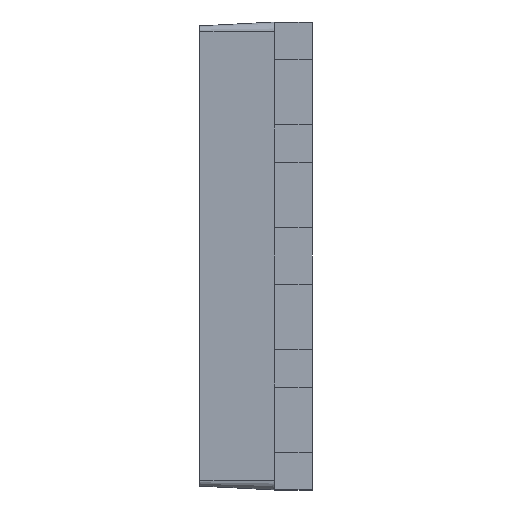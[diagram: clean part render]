
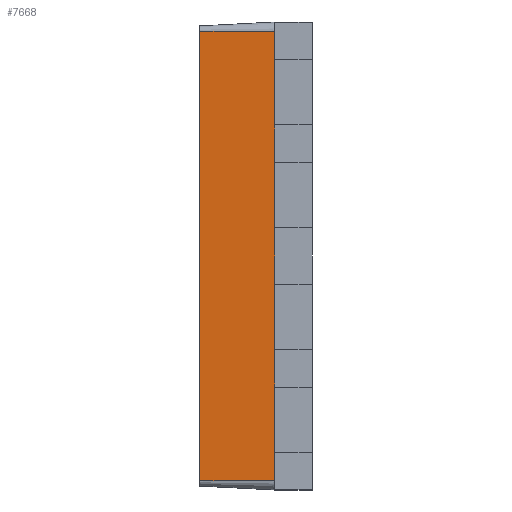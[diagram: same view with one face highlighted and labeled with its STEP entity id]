
A CAD part, left-side view. The second image highlights one B-rep face of the part: STEP entity #7668.
In plain terms, the highlighted planar face has unit normal (-0.999, 0.052, 0).
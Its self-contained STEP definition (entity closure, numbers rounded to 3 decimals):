
#34 = LINE ( 'NONE', #3231, #4668 ) ;
#177 = LINE ( 'NONE', #8916, #6906 ) ;
#244 = EDGE_CURVE ( 'NONE', #3264, #3483, #177, .T. ) ;
#475 = EDGE_CURVE ( 'NONE', #6511, #6537, #5881, .T. ) ;
#669 = EDGE_CURVE ( 'NONE', #3631, #3264, #34, .T. ) ;
#688 = ORIENTED_EDGE ( 'NONE', *, *, #1893, .T. ) ;
#781 = LINE ( 'NONE', #7557, #6238 ) ;
#788 = CARTESIAN_POINT ( 'NONE',  ( -2.5, 0.4, -2.4 ) ) ;
#795 = ORIENTED_EDGE ( 'NONE', *, *, #669, .T. ) ;
#797 = EDGE_CURVE ( 'NONE', #6537, #6620, #8608, .T. ) ;
#805 = VECTOR ( 'NONE', #5602, 1000. ) ;
#1053 = DIRECTION ( 'NONE',  ( 0., 0., 1. ) ) ;
#1170 = VERTEX_POINT ( 'NONE', #3120 ) ;
#1237 = LINE ( 'NONE', #7012, #8325 ) ;
#1342 = EDGE_CURVE ( 'NONE', #1598, #3631, #7801, .T. ) ;
#1418 = CARTESIAN_POINT ( 'NONE',  ( -2.5, 0.4, -0.3 ) ) ;
#1525 = LINE ( 'NONE', #7368, #7447 ) ;
#1595 = EDGE_LOOP ( 'NONE', ( #6062, #6756, #3523, #5469, #795, #2505, #8917, #688, #7073, #3697, #2838, #8762 ) ) ;
#1598 = VERTEX_POINT ( 'NONE', #2695 ) ;
#1625 = DIRECTION ( 'NONE',  ( 0., 0., 1. ) ) ;
#1723 = VERTEX_POINT ( 'NONE', #6410 ) ;
#1893 = EDGE_CURVE ( 'NONE', #4098, #6511, #1525, .T. ) ;
#2083 = CARTESIAN_POINT ( 'NONE',  ( -2.5, 0.4, 1.4 ) ) ;
#2505 = ORIENTED_EDGE ( 'NONE', *, *, #244, .T. ) ;
#2611 = DIRECTION ( 'NONE',  ( 0., 0., 1. ) ) ;
#2695 = CARTESIAN_POINT ( 'NONE',  ( -2.5, 0.4, -2.1 ) ) ;
#2713 = LINE ( 'NONE', #7000, #3770 ) ;
#2838 = ORIENTED_EDGE ( 'NONE', *, *, #4609, .T. ) ;
#2896 = CARTESIAN_POINT ( 'NONE',  ( -2.5, 0.4, -1.4 ) ) ;
#3068 = DIRECTION ( 'NONE',  ( 0., 0., 1. ) ) ;
#3076 = CARTESIAN_POINT ( 'NONE',  ( -2.5, 0.4, -2.4 ) ) ;
#3120 = CARTESIAN_POINT ( 'NONE',  ( -2.5, 0.4, 2.4 ) ) ;
#3179 = EDGE_CURVE ( 'NONE', #6028, #1723, #2713, .T. ) ;
#3181 = CARTESIAN_POINT ( 'NONE',  ( -2.5, 0.4, 0.3 ) ) ;
#3231 = CARTESIAN_POINT ( 'NONE',  ( -2.5, 0.4, 2.4 ) ) ;
#3264 = VERTEX_POINT ( 'NONE', #5518 ) ;
#3430 = VECTOR ( 'NONE', #3068, 1000. ) ;
#3465 = CARTESIAN_POINT ( 'NONE',  ( -2.5, 0.4, 2.4 ) ) ;
#3483 = VERTEX_POINT ( 'NONE', #1418 ) ;
#3511 = AXIS2_PLACEMENT_3D ( 'NONE', #9196, #4704, #4734 ) ;
#3523 = ORIENTED_EDGE ( 'NONE', *, *, #7452, .T. ) ;
#3551 = VERTEX_POINT ( 'NONE', #3076 ) ;
#3631 = VERTEX_POINT ( 'NONE', #2896 ) ;
#3640 = DIRECTION ( 'NONE',  ( 0., 0., 1. ) ) ;
#3697 = ORIENTED_EDGE ( 'NONE', *, *, #797, .T. ) ;
#3770 = VECTOR ( 'NONE', #1053, 1000. ) ;
#3936 = DIRECTION ( 'NONE',  ( 0., 0., 1. ) ) ;
#4035 = EDGE_CURVE ( 'NONE', #3483, #4098, #781, .T. ) ;
#4093 = PLANE ( 'NONE',  #3511 ) ;
#4098 = VERTEX_POINT ( 'NONE', #3181 ) ;
#4376 = CARTESIAN_POINT ( 'NONE',  ( -2.458, 1.2, -2.4 ) ) ;
#4439 = DIRECTION ( 'NONE',  ( -0.052, -0.999, 0. ) ) ;
#4609 = EDGE_CURVE ( 'NONE', #6620, #1170, #1237, .T. ) ;
#4649 = CARTESIAN_POINT ( 'NONE',  ( -2.5, 0.4, 2.1 ) ) ;
#4668 = VECTOR ( 'NONE', #3936, 1000. ) ;
#4704 = DIRECTION ( 'NONE',  ( -0.999, 0.052, 0. ) ) ;
#4713 = CARTESIAN_POINT ( 'NONE',  ( -2.5, 0.4, 2.4 ) ) ;
#4734 = DIRECTION ( 'NONE',  ( -0.052, -0.999, 0. ) ) ;
#4866 = EDGE_CURVE ( 'NONE', #6028, #3551, #9580, .T. ) ;
#5469 = ORIENTED_EDGE ( 'NONE', *, *, #1342, .T. ) ;
#5473 = DIRECTION ( 'NONE',  ( 0., 0., 1. ) ) ;
#5518 = CARTESIAN_POINT ( 'NONE',  ( -2.5, 0.4, -1. ) ) ;
#5602 = DIRECTION ( 'NONE',  ( -0.052, -0.999, 0. ) ) ;
#5726 = CARTESIAN_POINT ( 'NONE',  ( -2.5, 0.4, 2.4 ) ) ;
#5881 = LINE ( 'NONE', #9092, #3430 ) ;
#6028 = VERTEX_POINT ( 'NONE', #4376 ) ;
#6062 = ORIENTED_EDGE ( 'NONE', *, *, #3179, .F. ) ;
#6193 = VECTOR ( 'NONE', #8555, 1000. ) ;
#6238 = VECTOR ( 'NONE', #8394, 1000. ) ;
#6410 = CARTESIAN_POINT ( 'NONE',  ( -2.458, 1.2, 2.4 ) ) ;
#6511 = VERTEX_POINT ( 'NONE', #8774 ) ;
#6537 = VERTEX_POINT ( 'NONE', #2083 ) ;
#6579 = VECTOR ( 'NONE', #5473, 1000. ) ;
#6620 = VERTEX_POINT ( 'NONE', #4649 ) ;
#6756 = ORIENTED_EDGE ( 'NONE', *, *, #4866, .T. ) ;
#6780 = VECTOR ( 'NONE', #4439, 1000. ) ;
#6859 = VECTOR ( 'NONE', #8597, 1000. ) ;
#6906 = VECTOR ( 'NONE', #1625, 1000. ) ;
#6914 = EDGE_CURVE ( 'NONE', #1723, #1170, #9051, .T. ) ;
#7000 = CARTESIAN_POINT ( 'NONE',  ( -2.458, 1.2, 2.4 ) ) ;
#7012 = CARTESIAN_POINT ( 'NONE',  ( -2.5, 0.4, 2.4 ) ) ;
#7073 = ORIENTED_EDGE ( 'NONE', *, *, #475, .T. ) ;
#7119 = CARTESIAN_POINT ( 'NONE',  ( -2.5, 0.4, 2.4 ) ) ;
#7368 = CARTESIAN_POINT ( 'NONE',  ( -2.5, 0.4, 2.4 ) ) ;
#7402 = FACE_OUTER_BOUND ( 'NONE', #1595, .T. ) ;
#7447 = VECTOR ( 'NONE', #3640, 1000. ) ;
#7452 = EDGE_CURVE ( 'NONE', #3551, #1598, #9042, .T. ) ;
#7557 = CARTESIAN_POINT ( 'NONE',  ( -2.5, 0.4, 2.4 ) ) ;
#7668 = ADVANCED_FACE ( 'NONE', ( #7402 ), #4093, .T. ) ;
#7801 = LINE ( 'NONE', #3465, #6859 ) ;
#8325 = VECTOR ( 'NONE', #2611, 1000. ) ;
#8394 = DIRECTION ( 'NONE',  ( 0., 0., 1. ) ) ;
#8555 = DIRECTION ( 'NONE',  ( 0., 0., 1. ) ) ;
#8597 = DIRECTION ( 'NONE',  ( 0., 0., 1. ) ) ;
#8608 = LINE ( 'NONE', #7119, #6193 ) ;
#8762 = ORIENTED_EDGE ( 'NONE', *, *, #6914, .F. ) ;
#8774 = CARTESIAN_POINT ( 'NONE',  ( -2.5, 0.4, 1. ) ) ;
#8916 = CARTESIAN_POINT ( 'NONE',  ( -2.5, 0.4, 2.4 ) ) ;
#8917 = ORIENTED_EDGE ( 'NONE', *, *, #4035, .T. ) ;
#9042 = LINE ( 'NONE', #4713, #6579 ) ;
#9051 = LINE ( 'NONE', #5726, #805 ) ;
#9092 = CARTESIAN_POINT ( 'NONE',  ( -2.5, 0.4, 2.4 ) ) ;
#9196 = CARTESIAN_POINT ( 'NONE',  ( -2.5, 0.4, 2.4 ) ) ;
#9580 = LINE ( 'NONE', #788, #6780 ) ;
